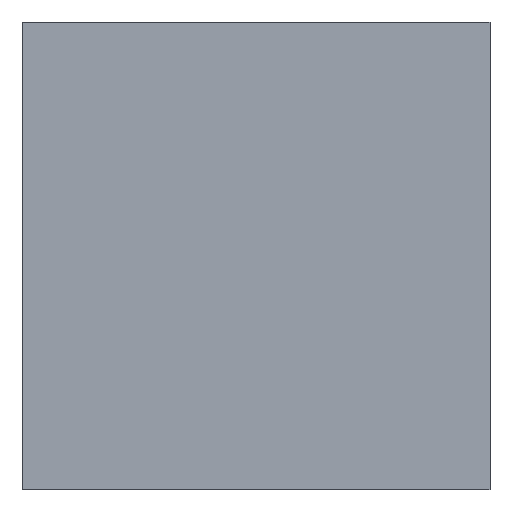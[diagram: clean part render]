
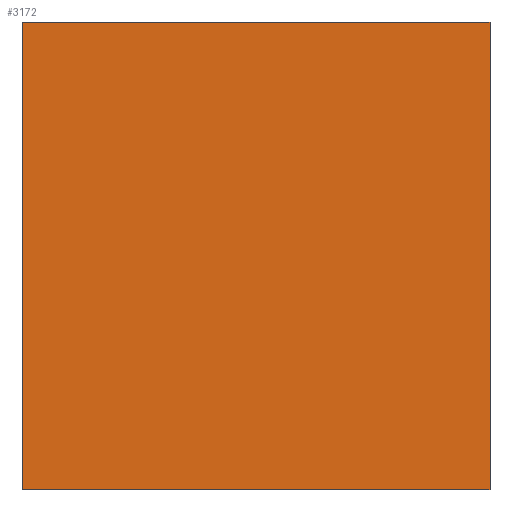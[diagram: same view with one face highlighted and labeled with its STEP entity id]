
A CAD part, front view. The second image highlights one B-rep face of the part: STEP entity #3172.
In plain terms, the highlighted planar face has unit normal (0, -1, 0).
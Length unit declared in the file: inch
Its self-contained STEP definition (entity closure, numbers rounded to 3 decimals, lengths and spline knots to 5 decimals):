
#1014=FACE_OUTER_BOUND('',#1161,.T.);
#1161=EDGE_LOOP('',(#2322,#2323,#2324,#2325));
#1319=LINE('',#5418,#1538);
#1323=LINE('',#5426,#1542);
#1326=LINE('',#5432,#1545);
#1329=LINE('',#5437,#1548);
#1538=VECTOR('',#4168,0.3937);
#1542=VECTOR('',#4174,0.3937);
#1545=VECTOR('',#4179,0.3937);
#1548=VECTOR('',#4184,0.3937);
#1757=VERTEX_POINT('',#5416);
#1758=VERTEX_POINT('',#5417);
#1761=VERTEX_POINT('',#5425);
#1763=VERTEX_POINT('',#5431);
#1975=EDGE_CURVE('',#1757,#1758,#1319,.T.);
#1979=EDGE_CURVE('',#1761,#1757,#1323,.T.);
#1982=EDGE_CURVE('',#1763,#1761,#1326,.T.);
#1985=EDGE_CURVE('',#1758,#1763,#1329,.T.);
#2322=ORIENTED_EDGE('',*,*,#1985,.F.);
#2323=ORIENTED_EDGE('',*,*,#1975,.F.);
#2324=ORIENTED_EDGE('',*,*,#1979,.F.);
#2325=ORIENTED_EDGE('',*,*,#1982,.F.);
#2961=PLANE('',#3597);
#3172=ADVANCED_FACE('',(#1014),#2961,.F.);
#3597=AXIS2_PLACEMENT_3D('',#5440,#4188,#4189);
#4168=DIRECTION('',(0.,0.,1.));
#4174=DIRECTION('',(-1.,0.,0.));
#4179=DIRECTION('',(0.,0.,-1.));
#4184=DIRECTION('',(1.,0.,0.));
#4188=DIRECTION('center_axis',(0.,1.,0.));
#4189=DIRECTION('ref_axis',(0.,0.,1.));
#5416=CARTESIAN_POINT('',(-48.,0.,-48.));
#5417=CARTESIAN_POINT('',(-48.,0.,48.));
#5418=CARTESIAN_POINT('',(-48.,0.,-48.));
#5425=CARTESIAN_POINT('',(48.,0.,-48.));
#5426=CARTESIAN_POINT('',(48.,0.,-48.));
#5431=CARTESIAN_POINT('',(48.,0.,48.));
#5432=CARTESIAN_POINT('',(48.,0.,48.));
#5437=CARTESIAN_POINT('',(-48.,0.,48.));
#5440=CARTESIAN_POINT('Origin',(0.,0.,0.));
